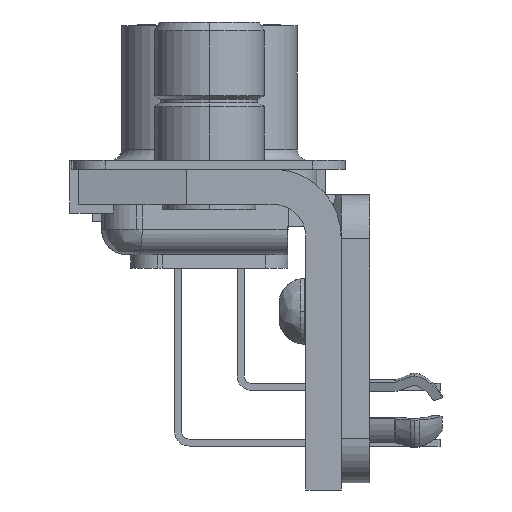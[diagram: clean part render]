
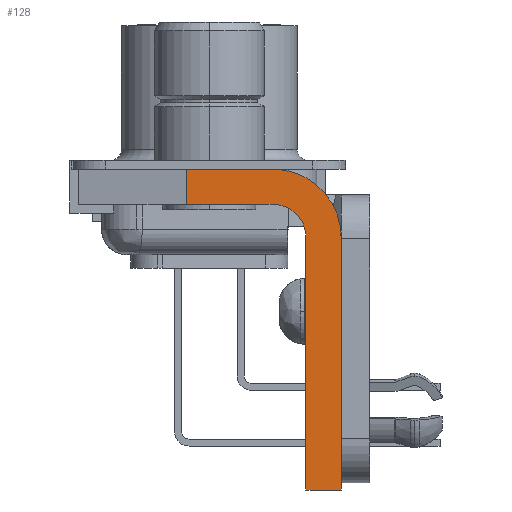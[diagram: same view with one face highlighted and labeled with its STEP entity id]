
A CAD part, left-side view. The second image highlights one B-rep face of the part: STEP entity #128.
In plain terms, the highlighted planar face has unit normal (-1, 0, 0).
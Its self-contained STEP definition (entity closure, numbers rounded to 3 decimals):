
#128=ADVANCED_FACE('',(#981),#982,.F.);
#981=FACE_OUTER_BOUND('',#2579,.T.);
#982=PLANE('',#2580);
#2579=EDGE_LOOP('',(#5232,#5233,#5234,#5235,#5236,#5237,#5238,#5239));
#2580=AXIS2_PLACEMENT_3D('',#5240,#5241,#5242);
#5232=ORIENTED_EDGE('',*,*,#11296,.F.);
#5233=ORIENTED_EDGE('',*,*,#11297,.F.);
#5234=ORIENTED_EDGE('',*,*,#11298,.F.);
#5235=ORIENTED_EDGE('',*,*,#11299,.F.);
#5236=ORIENTED_EDGE('',*,*,#11300,.F.);
#5237=ORIENTED_EDGE('',*,*,#11301,.F.);
#5238=ORIENTED_EDGE('',*,*,#11289,.F.);
#5239=ORIENTED_EDGE('',*,*,#11295,.T.);
#5240=CARTESIAN_POINT('',(-15.545,0.0,0.0));
#5241=DIRECTION('',(1.0,0.0,0.0));
#5242=DIRECTION('',(0.0,1.0,0.0));
#11289=EDGE_CURVE('',#13759,#13760,#13761,.T.);
#11295=EDGE_CURVE('',#13759,#13767,#13769,.T.);
#11296=EDGE_CURVE('',#13770,#13767,#13771,.T.);
#11297=EDGE_CURVE('',#13772,#13770,#13773,.T.);
#11298=EDGE_CURVE('',#13774,#13772,#13775,.T.);
#11299=EDGE_CURVE('',#13776,#13774,#13777,.T.);
#11300=EDGE_CURVE('',#13778,#13776,#13779,.T.);
#11301=EDGE_CURVE('',#13760,#13778,#13780,.T.);
#13759=VERTEX_POINT('',#17833);
#13760=VERTEX_POINT('',#17834);
#13761=LINE('',#17835,#17836);
#13767=VERTEX_POINT('',#17846);
#13769=LINE('',#17849,#17850);
#13770=VERTEX_POINT('',#17851);
#13771=LINE('',#17852,#17853);
#13772=VERTEX_POINT('',#17854);
#13773=CIRCLE('',#17855,1.5);
#13774=VERTEX_POINT('',#17856);
#13775=LINE('',#17857,#17858);
#13776=VERTEX_POINT('',#17859);
#13777=LINE('',#17860,#17861);
#13778=VERTEX_POINT('',#17862);
#13779=LINE('',#17863,#17864);
#13780=CIRCLE('',#17865,3.1);
#17833=CARTESIAN_POINT('',(-15.545,1.05,-6.53));
#17834=CARTESIAN_POINT('',(-15.545,-2.9,-6.53));
#17835=CARTESIAN_POINT('',(-15.545,1.05,-6.53));
#17836=VECTOR('',#23540,3.95);
#17846=CARTESIAN_POINT('',(-15.545,1.05,-8.13));
#17849=CARTESIAN_POINT('',(-15.545,1.05,-6.53));
#17850=VECTOR('',#23546,1.6);
#17851=CARTESIAN_POINT('',(-15.545,-2.9,-8.13));
#17852=CARTESIAN_POINT('',(-15.545,-2.9,-8.13));
#17853=VECTOR('',#23547,3.95);
#17854=CARTESIAN_POINT('',(-15.545,-4.4,-9.63));
#17855=AXIS2_PLACEMENT_3D('',#23548,#23549,#23550);
#17856=CARTESIAN_POINT('',(-15.545,-4.4,-21.13));
#17857=CARTESIAN_POINT('',(-15.545,-4.4,-21.13));
#17858=VECTOR('',#23551,11.5);
#17859=CARTESIAN_POINT('',(-15.545,-6.0,-21.13));
#17860=CARTESIAN_POINT('',(-15.545,-6.0,-21.13));
#17861=VECTOR('',#23552,1.6);
#17862=CARTESIAN_POINT('',(-15.545,-6.0,-9.63));
#17863=CARTESIAN_POINT('',(-15.545,-6.0,-9.63));
#17864=VECTOR('',#23553,11.5);
#17865=AXIS2_PLACEMENT_3D('',#23554,#23555,#23556);
#23540=DIRECTION('',(0.0,-1.0,0.0));
#23546=DIRECTION('',(0.0,0.0,-1.0));
#23547=DIRECTION('',(0.0,1.0,0.0));
#23548=CARTESIAN_POINT('',(-15.545,-2.9,-9.63));
#23549=DIRECTION('',(-1.0,-0.0,0.0));
#23550=DIRECTION('',(0.0,-1.0,0.));
#23551=DIRECTION('',(0.0,0.0,1.0));
#23552=DIRECTION('',(0.0,1.0,0.0));
#23553=DIRECTION('',(0.0,0.0,-1.0));
#23554=CARTESIAN_POINT('',(-15.545,-2.9,-9.63));
#23555=DIRECTION('',(1.0,0.0,-0.0));
#23556=DIRECTION('',(0.0,0.0,1.0));
